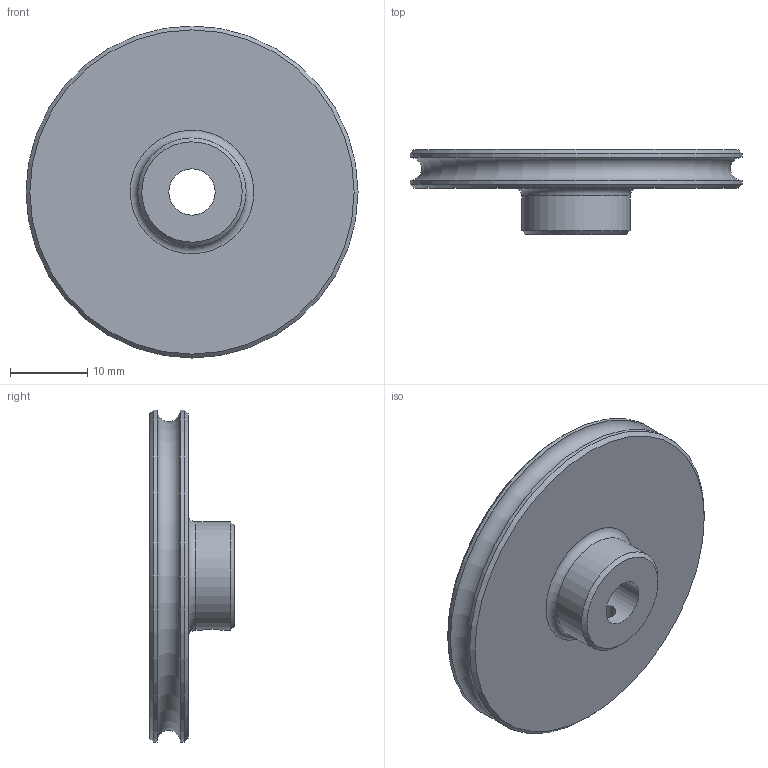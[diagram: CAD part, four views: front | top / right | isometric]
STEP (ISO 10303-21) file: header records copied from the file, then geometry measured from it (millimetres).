
FILE_DESCRIPTION(/* description */ (''),/* implementation_level */ '2;1');
FILE_NAME(/* name */ 'Roue_Pour_Codeuse_V3 v2.step',/* time_stamp */ '2022-06-12T08:39:57-07:00',/* author */ (''),/* organization */ (''),/* preprocessor_version */ 'ST-DEVELOPER v19',/* originating_system */ 'Autodesk Translation Framework v11.7.0.108',/* authorisation */ '');
FILE_SCHEMA (('AUTOMOTIVE_DESIGN { 1 0 10303 214 3 1 1 }'));
Length unit declared in the file: millimetre
Products named in the file (1): Roue_Pour_Codeuse_V3
Bounding box: 43 x 11 x 43 mm (x, y, z)
Volume: 7362 mm3; surface area: 4108 mm2
Topology: 1 solids, 1 shells, 13 faces, 27 edges, 17 vertices
Faces by surface type: cylinder 5, cone 3, plane 3, torus 2
Full cylindrical faces by diameter (mm): 2.459 x1, 6 x1, 14 x1, 43 x2
Entity records: 460 total; most frequent: CARTESIAN_POINT 130, DIRECTION 68, ORIENTED_EDGE 54, AXIS2_PLACEMENT_3D 30, EDGE_CURVE 27, EDGE_LOOP 18, VERTEX_POINT 17, CIRCLE 16
